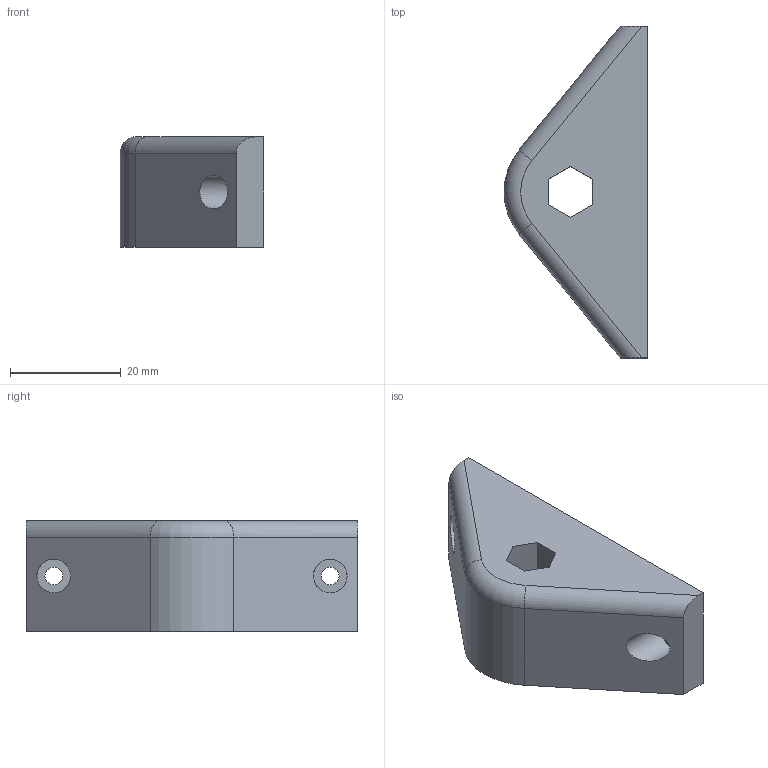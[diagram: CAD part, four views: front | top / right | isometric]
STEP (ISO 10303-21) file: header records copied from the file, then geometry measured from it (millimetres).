
FILE_DESCRIPTION(('FreeCAD Model'),'2;1');
FILE_NAME('Open CASCADE Shape Model','2025-08-22T23:41:04',(''),(''), 'Open CASCADE STEP processor 7.9','FreeCAD','Unknown');
FILE_SCHEMA(('AUTOMOTIVE_DESIGN { 1 0 10303 214 1 1 1 1 }'));
Length unit declared in the file: millimetre
Products named in the file (1): ZRodHolderLeft0
Bounding box: 26 x 60 x 20 mm (x, y, z)
Volume: 18644.1 mm3; surface area: 5489.8 mm2
Topology: 1 solids, 1 shells, 29 faces, 67 edges, 42 vertices
Faces by surface type: plane 21, cylinder 7, torus 1
Full cylindrical faces by diameter (mm): 3.2 x2, 6.1 x2
Entity records: 846 total; most frequent: DIRECTION 142, CARTESIAN_POINT 139, ORIENTED_EDGE 134, EDGE_CURVE 67, LINE 52, VECTOR 52, AXIS2_PLACEMENT_3D 45, VERTEX_POINT 42
